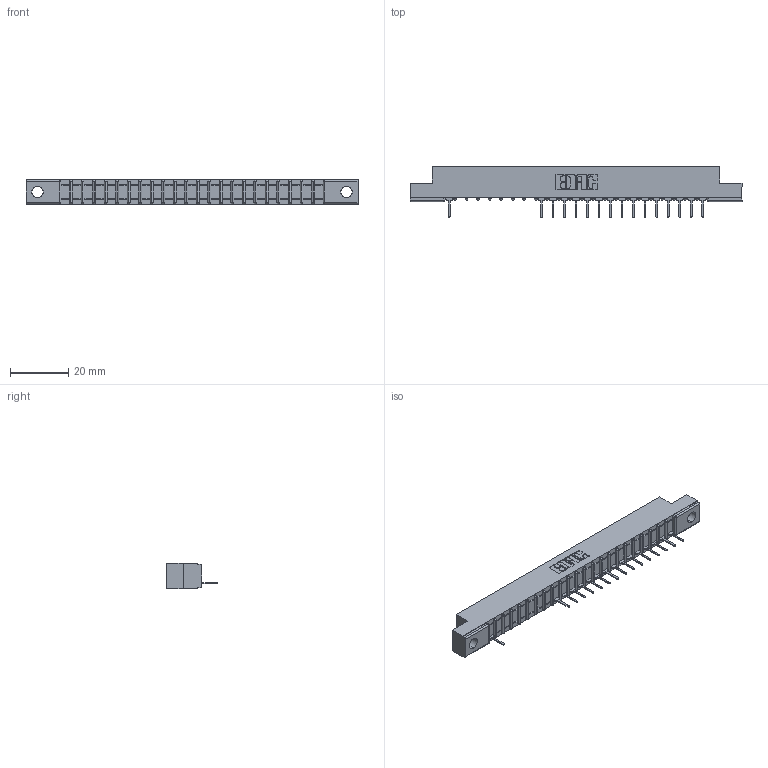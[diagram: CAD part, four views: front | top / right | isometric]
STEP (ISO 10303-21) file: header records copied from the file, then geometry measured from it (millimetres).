
FILE_DESCRIPTION (( 'STEP AP203' ), '1' );
FILE_NAME ('307-023-531-104.STEP', '2018-08-04T04:56:14', ( '' ), ( '' ), 'SwSTEP 2.0', 'SolidWorks 2016', '' );
FILE_SCHEMA (( 'CONFIG_CONTROL_DESIGN' ));
Length unit declared in the file: inch
Products named in the file (3): 307 Part_.156 Dia Mounting Holes; 307-290-001_531; 307-023-531-104
Assembly tree (17 placements, depth 2):
  307-023-531-104
    307 Part_.156 Dia Mounting Holes
    307-290-001_531  x16
Bounding box: 114.15 x 17.42 x 8.71 mm (x, y, z)
Volume: 6967.5 mm3; surface area: 9930.7 mm2
Topology: 17 solids, 17 shells, 1192 faces, 3399 edges, 2178 vertices
Faces by surface type: plane 760, cylinder 384, sphere 48
Entity records: 22222 total; most frequent: CARTESIAN_POINT 3771, ORIENTED_EDGE 3762, DIRECTION 3663, EDGE_CURVE 1881, VECTOR 1443, LINE 1443, VERTEX_POINT 1218, AXIS2_PLACEMENT_3D 1110
